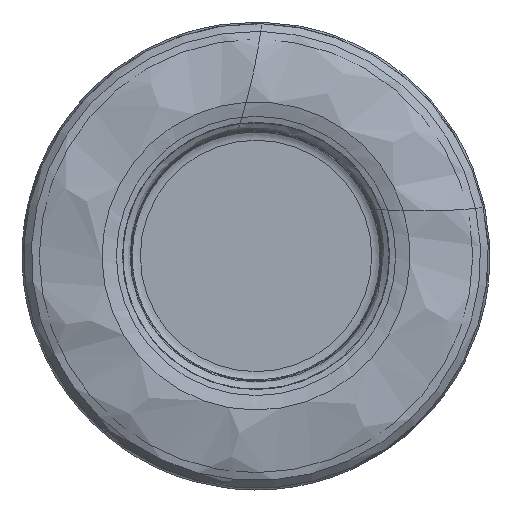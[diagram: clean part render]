
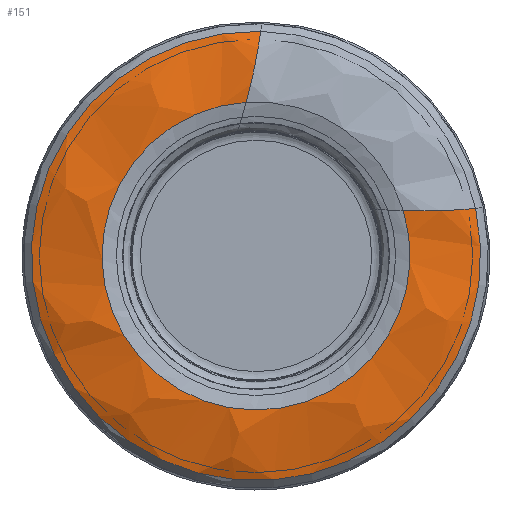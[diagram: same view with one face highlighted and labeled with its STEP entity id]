
A CAD part, left-side view. The second image highlights one B-rep face of the part: STEP entity #151.
In plain terms, the highlighted free-form (B-spline) face has degree [3, 3] with [4, 7] control points.
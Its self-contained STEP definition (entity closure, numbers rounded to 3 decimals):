
#49=(
BOUNDED_SURFACE()
B_SPLINE_SURFACE(3,3,((#1090,#1091,#1092,#1093,#1094,#1095,#1096),(#1097,
#1098,#1099,#1100,#1101,#1102,#1103),(#1104,#1105,#1106,#1107,#1108,#1109,
#1110),(#1111,#1112,#1113,#1114,#1115,#1116,#1117)),.UNSPECIFIED.,.F.,.F.,
 .F.)
B_SPLINE_SURFACE_WITH_KNOTS((4,4),(4,3,4),(0.,1.),(0.,0.5,1.),
 .UNSPECIFIED.)
GEOMETRIC_REPRESENTATION_ITEM()
RATIONAL_B_SPLINE_SURFACE(((1.,0.552,0.552,1.,0.552,
0.552,1.),(0.96,0.53,0.53,
0.96,0.53,0.53,0.96),
(0.96,0.53,0.53,0.96,
0.53,0.53,0.96),(1.,0.552,
0.552,1.,0.552,0.552,1.)))
REPRESENTATION_ITEM('')
SURFACE()
);
#151=ADVANCED_FACE('',(#179),#49,.F.);
#179=FACE_OUTER_BOUND('',#233,.T.);
#233=EDGE_LOOP('',(#314,#315,#316,#317));
#314=ORIENTED_EDGE('',*,*,#455,.F.);
#315=ORIENTED_EDGE('',*,*,#456,.T.);
#316=ORIENTED_EDGE('',*,*,#452,.T.);
#317=ORIENTED_EDGE('',*,*,#457,.T.);
#405=VERTEX_POINT('',#1053);
#406=VERTEX_POINT('',#1054);
#407=VERTEX_POINT('',#1086);
#408=VERTEX_POINT('',#1087);
#452=EDGE_CURVE('',#405,#406,#513,.T.);
#455=EDGE_CURVE('',#407,#408,#516,.T.);
#456=EDGE_CURVE('',#407,#405,#517,.T.);
#457=EDGE_CURVE('',#406,#408,#518,.T.);
#513=CIRCLE('',#589,8.556);
#516=CIRCLE('',#592,12.48);
#517=CIRCLE('',#593,6.);
#518=CIRCLE('',#594,6.);
#589=AXIS2_PLACEMENT_3D('',#1052,#721,#722);
#592=AXIS2_PLACEMENT_3D('',#1085,#727,#728);
#593=AXIS2_PLACEMENT_3D('',#1088,#729,#730);
#594=AXIS2_PLACEMENT_3D('',#1089,#731,#732);
#721=DIRECTION('',(1.,0.,0.));
#722=DIRECTION('',(0.,-0.956,0.294));
#727=DIRECTION('',(1.,0.,0.));
#728=DIRECTION('',(0.,-0.977,0.212));
#729=DIRECTION('',(0.174,0.,-0.985));
#730=DIRECTION('',(0.985,0.,0.174));
#731=DIRECTION('',(-0.174,0.958,0.229));
#732=DIRECTION('',(0.985,0.169,0.04));
#1052=CARTESIAN_POINT('',(0.084,0.,0.));
#1053=CARTESIAN_POINT('',(0.084,-8.178,2.515));
#1054=CARTESIAN_POINT('',(0.084,0.547,8.539));
#1085=CARTESIAN_POINT('',(0.797,0.,0.));
#1086=CARTESIAN_POINT('',(0.797,-12.198,2.641));
#1087=CARTESIAN_POINT('',(0.797,-0.264,12.478));
#1088=CARTESIAN_POINT('',(5.909,-9.188,3.542));
#1089=CARTESIAN_POINT('',(5.909,1.312,9.76));
#1090=CARTESIAN_POINT('',(0.084,-8.178,2.515));
#1091=CARTESIAN_POINT('',(0.084,-11.048,-6.817));
#1092=CARTESIAN_POINT('',(0.084,-3.173,-12.588));
#1093=CARTESIAN_POINT('',(0.084,4.861,-7.041));
#1094=CARTESIAN_POINT('',(0.084,12.896,-1.495));
#1095=CARTESIAN_POINT('',(0.084,10.29,7.914));
#1096=CARTESIAN_POINT('',(0.084,0.547,8.539));
#1097=CARTESIAN_POINT('',(-0.151,-9.576,2.473));
#1098=CARTESIAN_POINT('',(-0.151,-12.398,-8.453));
#1099=CARTESIAN_POINT('',(-0.151,-3.002,-14.702));
#1100=CARTESIAN_POINT('',(-0.151,5.984,-7.875));
#1101=CARTESIAN_POINT('',(-0.151,14.969,-1.047));
#1102=CARTESIAN_POINT('',(-0.151,11.466,9.68));
#1103=CARTESIAN_POINT('',(-0.151,0.182,9.889));
#1104=CARTESIAN_POINT('',(0.097,-10.971,2.517));
#1105=CARTESIAN_POINT('',(0.097,-13.843,-10.001));
#1106=CARTESIAN_POINT('',(0.097,-2.959,-16.82));
#1107=CARTESIAN_POINT('',(0.097,7.052,-8.773));
#1108=CARTESIAN_POINT('',(0.097,17.063,-0.727));
#1109=CARTESIAN_POINT('',(0.097,12.744,11.369));
#1110=CARTESIAN_POINT('',(0.097,-0.099,11.256));
#1111=CARTESIAN_POINT('',(0.797,-12.198,2.641));
#1112=CARTESIAN_POINT('',(0.797,-15.211,-11.277));
#1113=CARTESIAN_POINT('',(0.797,-3.05,-18.688));
#1114=CARTESIAN_POINT('',(0.797,7.938,-9.63));
#1115=CARTESIAN_POINT('',(0.797,18.927,-0.573));
#1116=CARTESIAN_POINT('',(0.797,13.973,12.778));
#1117=CARTESIAN_POINT('',(0.797,-0.264,12.478));
